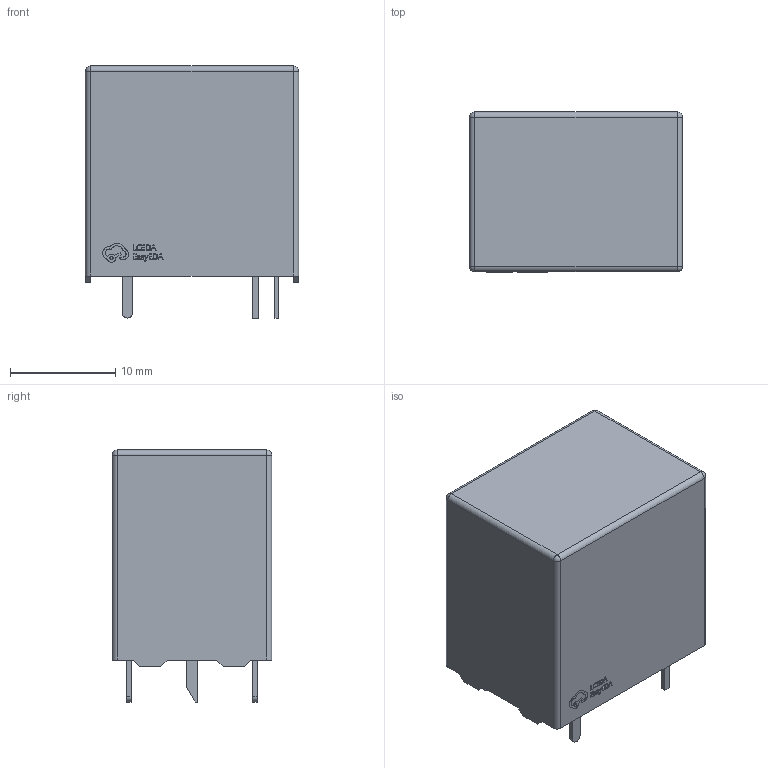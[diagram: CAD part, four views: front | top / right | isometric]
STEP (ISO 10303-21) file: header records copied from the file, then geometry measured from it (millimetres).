
FILE_DESCRIPTION (( 'STEP AP214' ), '1' );
FILE_NAME ('RELAY-TH_BRD-SS-112LH.STEP', '2024-07-17T02:28:41', ( 'PC' ), ( 'Microsoft' ), 'SwSTEP 2.0', 'SolidWorks 2020', '' );
FILE_SCHEMA (( 'AUTOMOTIVE_DESIGN' ));
Length unit declared in the file: millimetre
Products named in the file (1): RELAY-TH_BRD-SS-112LH
Bounding box: 20.3 x 15.21 x 24 mm (x, y, z)
Volume: 6172.4 mm3; surface area: 2065 mm2
Topology: 1 solids, 1 shells, 286 faces, 772 edges, 508 vertices
Faces by surface type: plane 172, bspline 98, cylinder 12, sphere 4
Entity records: 12552 total; most frequent: CARTESIAN_POINT 2869, ORIENTED_EDGE 1536, DIRECTION 970, EDGE_CURVE 768, LINE 544, VECTOR 544, VERTEX_POINT 508, EDGE_LOOP 310
